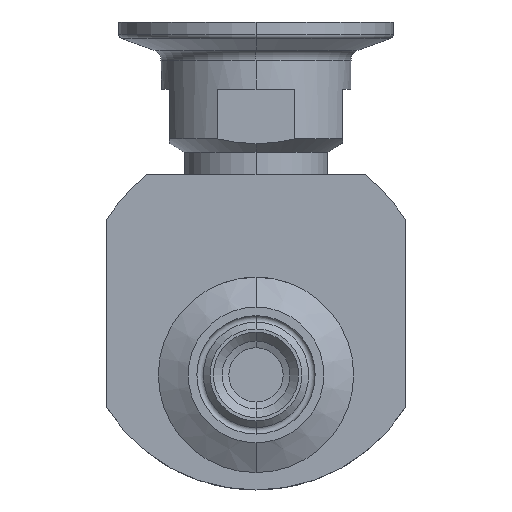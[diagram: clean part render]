
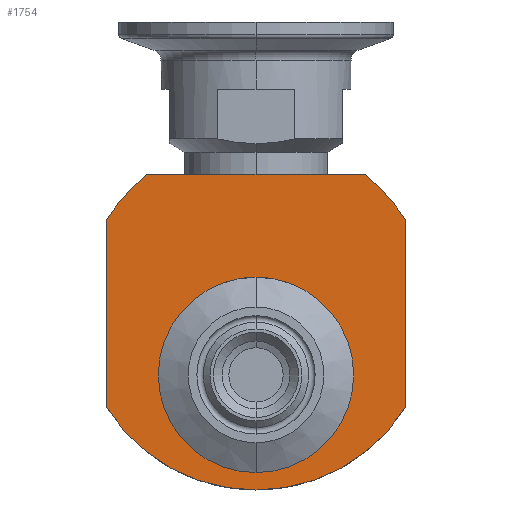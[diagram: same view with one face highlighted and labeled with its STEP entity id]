
A CAD part, front view. The second image highlights one B-rep face of the part: STEP entity #1754.
In plain terms, the highlighted planar face has unit normal (0, -1, 0).
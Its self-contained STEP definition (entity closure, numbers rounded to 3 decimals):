
#1=DIRECTION('',(1.,0.,0.));
#2=VECTOR('',#1,39.787);
#3=CARTESIAN_POINT('',(-19.894,-18.,25.7));
#4=LINE('',#3,#2);
#5=DIRECTION('',(0.,0.,-1.));
#6=VECTOR('',#5,34.641);
#7=CARTESIAN_POINT('',(27.5,-18.,17.321));
#8=LINE('',#7,#6);
#9=DIRECTION('',(0.,0.,1.));
#10=VECTOR('',#9,34.641);
#11=CARTESIAN_POINT('',(-27.5,-18.,-17.321));
#12=LINE('',#11,#10);
#13=CARTESIAN_POINT('',(0.,-18.,-11.3));
#14=DIRECTION('',(0.,1.,0.));
#15=DIRECTION('',(0.,0.,-1.));
#16=AXIS2_PLACEMENT_3D('',#13,#14,#15);
#18=CARTESIAN_POINT('',(0.,-18.,-11.3));
#19=DIRECTION('',(0.,1.,0.));
#20=DIRECTION('',(0.,0.,1.));
#21=AXIS2_PLACEMENT_3D('',#18,#19,#20);
#77=CARTESIAN_POINT('',(0.,-18.,0.));
#78=DIRECTION('',(0.,1.,0.));
#79=DIRECTION('',(-0.846,0.,0.533));
#80=AXIS2_PLACEMENT_3D('',#77,#78,#79);
#82=CARTESIAN_POINT('',(0.,-18.,0.));
#83=DIRECTION('',(0.,-1.,0.));
#84=DIRECTION('',(0.846,0.,0.533));
#85=AXIS2_PLACEMENT_3D('',#82,#83,#84);
#97=CARTESIAN_POINT('',(0.,-18.,0.));
#98=DIRECTION('',(0.,-1.,0.));
#99=DIRECTION('',(-0.846,0.,-0.533));
#100=AXIS2_PLACEMENT_3D('',#97,#98,#99);
#1381=CARTESIAN_POINT('',(-19.894,-18.,25.7));
#1382=CARTESIAN_POINT('',(19.894,-18.,25.7));
#1383=VERTEX_POINT('',#1381);
#1384=VERTEX_POINT('',#1382);
#1385=CARTESIAN_POINT('',(27.5,-18.,17.321));
#1386=CARTESIAN_POINT('',(27.5,-18.,-17.321));
#1387=VERTEX_POINT('',#1385);
#1388=VERTEX_POINT('',#1386);
#1389=CARTESIAN_POINT('',(-27.5,-18.,-17.321));
#1390=CARTESIAN_POINT('',(-27.5,-18.,17.321));
#1391=VERTEX_POINT('',#1389);
#1392=VERTEX_POINT('',#1390);
#1411=CARTESIAN_POINT('',(0.,-18.,-27.8));
#1412=CARTESIAN_POINT('',(0.,-18.,5.2));
#1413=VERTEX_POINT('',#1411);
#1414=VERTEX_POINT('',#1412);
#1729=CARTESIAN_POINT('',(0.,-18.,0.));
#1730=DIRECTION('',(0.,-1.,0.));
#1731=DIRECTION('',(0.,0.,1.));
#1732=AXIS2_PLACEMENT_3D('',#1729,#1730,#1731);
#1733=PLANE('',#1732);
#1735=ORIENTED_EDGE('',*,*,#1734,.T.);
#1737=ORIENTED_EDGE('',*,*,#1736,.F.);
#1739=ORIENTED_EDGE('',*,*,#1738,.T.);
#1741=ORIENTED_EDGE('',*,*,#1740,.F.);
#1743=ORIENTED_EDGE('',*,*,#1742,.T.);
#1745=ORIENTED_EDGE('',*,*,#1744,.T.);
#1746=EDGE_LOOP('',(#1735,#1737,#1739,#1741,#1743,#1745));
#1747=FACE_OUTER_BOUND('',#1746,.F.);
#1749=ORIENTED_EDGE('',*,*,#1748,.F.);
#1751=ORIENTED_EDGE('',*,*,#1750,.F.);
#1752=EDGE_LOOP('',(#1749,#1751));
#1753=FACE_BOUND('',#1752,.F.);
#1754=ADVANCED_FACE('',(#1747,#1753),#1733,.T.);
#17=CIRCLE('',#16,16.5);
#22=CIRCLE('',#21,16.5);
#81=CIRCLE('',#80,32.5);
#86=CIRCLE('',#85,32.5);
#101=CIRCLE('',#100,32.5);
#1734=EDGE_CURVE('',#1383,#1384,#4,.T.);
#1736=EDGE_CURVE('',#1387,#1384,#86,.T.);
#1738=EDGE_CURVE('',#1387,#1388,#8,.T.);
#1740=EDGE_CURVE('',#1391,#1388,#101,.T.);
#1742=EDGE_CURVE('',#1391,#1392,#12,.T.);
#1744=EDGE_CURVE('',#1392,#1383,#81,.T.);
#1748=EDGE_CURVE('',#1413,#1414,#17,.T.);
#1750=EDGE_CURVE('',#1414,#1413,#22,.T.);
